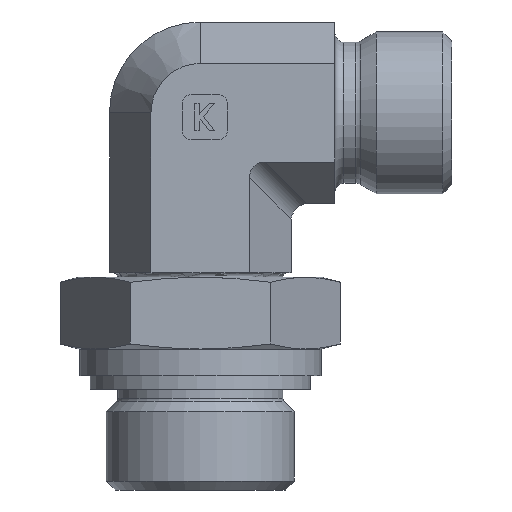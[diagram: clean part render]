
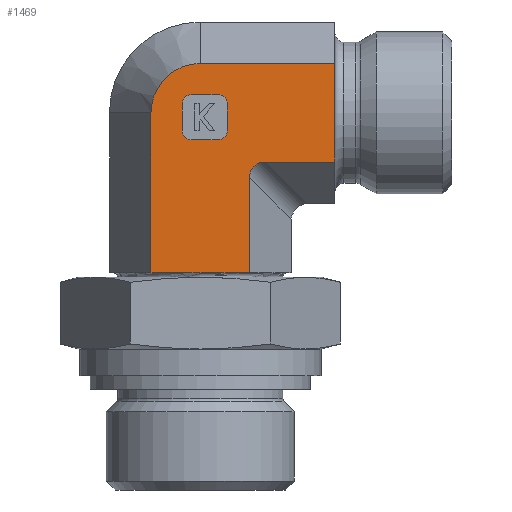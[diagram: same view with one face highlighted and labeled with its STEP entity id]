
A CAD part, left-side view. The second image highlights one B-rep face of the part: STEP entity #1469.
In plain terms, the highlighted planar face has unit normal (-1, 0, 0).
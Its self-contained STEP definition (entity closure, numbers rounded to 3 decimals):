
#177=CARTESIAN_POINT('',(-27.121,6.188,1.2));
#178=VERTEX_POINT('',#177);
#186=CARTESIAN_POINT('',(-27.121,10.107,1.2));
#187=VERTEX_POINT('',#186);
#188=CARTESIAN_POINT('',(-27.121,10.107,1.2));
#189=CARTESIAN_POINT('',(-27.121,9.922,1.2));
#190=CARTESIAN_POINT('',(-27.121,9.7,1.195));
#191=CARTESIAN_POINT('',(-27.121,9.088,1.177));
#192=CARTESIAN_POINT('',(-27.121,8.575,1.158));
#193=CARTESIAN_POINT('',(-27.121,7.72,1.158));
#194=CARTESIAN_POINT('',(-27.121,7.208,1.177));
#195=CARTESIAN_POINT('',(-27.121,6.596,1.195));
#196=CARTESIAN_POINT('',(-27.121,6.373,1.2));
#197=CARTESIAN_POINT('',(-27.121,6.188,1.2));
#198=B_SPLINE_CURVE_WITH_KNOTS('',3,(#188,#189,#190,#191,#192,#193,#194,#195,#196,#197),.UNSPECIFIED.,.F.,.U.,(4,2,2,2,4),(0.551,0.607,0.735,0.863,0.919),.UNSPECIFIED.);
#199=EDGE_CURVE('',#187,#178,#198,.T.);
#551=CARTESIAN_POINT('',(-27.121,13.633,1.2));
#552=VERTEX_POINT('',#551);
#559=CARTESIAN_POINT('',(-27.121,13.633,19.0));
#560=VERTEX_POINT('',#559);
#561=CARTESIAN_POINT('',(-27.121,13.633,1.2));
#562=DIRECTION('',(0.0,0.0,1.0));
#563=VECTOR('',#562,17.8);
#564=LINE('',#561,#563);
#565=EDGE_CURVE('',#552,#560,#564,.T.);
#937=CARTESIAN_POINT('',(-27.121,13.633,1.2));
#938=DIRECTION('',(0.0,-1.0,0.0));
#939=VECTOR('',#938,3.525);
#940=LINE('',#937,#939);
#941=EDGE_CURVE('',#552,#187,#940,.T.);
#953=CARTESIAN_POINT('',(-27.121,2.663,1.2));
#954=VERTEX_POINT('',#953);
#961=CARTESIAN_POINT('',(-27.121,6.188,1.2));
#962=DIRECTION('',(0.0,-1.0,0.0));
#963=VECTOR('',#962,3.525);
#964=LINE('',#961,#963);
#965=EDGE_CURVE('',#178,#954,#964,.T.);
#1205=CARTESIAN_POINT('',(-27.121,-6.852,24.485));
#1206=VERTEX_POINT('',#1205);
#1215=CARTESIAN_POINT('',(-27.121,-6.852,13.515));
#1216=VERTEX_POINT('',#1215);
#1217=CARTESIAN_POINT('',(-27.121,-6.852,13.515));
#1218=DIRECTION('',(0.0,0.0,1.0));
#1219=VECTOR('',#1218,10.97);
#1220=LINE('',#1217,#1219);
#1221=EDGE_CURVE('',#1216,#1206,#1220,.T.);
#1329=CARTESIAN_POINT('',(-27.121,0.931,13.515));
#1330=VERTEX_POINT('',#1329);
#1331=CARTESIAN_POINT('',(-27.121,0.931,13.515));
#1332=DIRECTION('',(0.0,-1.0,0.0));
#1333=VECTOR('',#1332,7.783);
#1334=LINE('',#1331,#1333);
#1335=EDGE_CURVE('',#1330,#1216,#1334,.T.);
#1356=CARTESIAN_POINT('',(-27.121,2.663,0.0));
#1357=DIRECTION('',(-1.0,0.0,0.0));
#1358=DIRECTION('',(0.0,0.0,1.0));
#1359=AXIS2_PLACEMENT_3D('',#1356,#1357,#1358);
#1360=PLANE('',#1359);
#1361=ORIENTED_EDGE('',*,*,#965,.T.);
#1362=CARTESIAN_POINT('',(-27.121,2.663,11.783));
#1363=VERTEX_POINT('',#1362);
#1364=CARTESIAN_POINT('',(-27.121,2.663,1.2));
#1365=DIRECTION('',(0.0,0.0,1.0));
#1366=VECTOR('',#1365,10.583);
#1367=LINE('',#1364,#1366);
#1368=EDGE_CURVE('',#954,#1363,#1367,.T.);
#1369=ORIENTED_EDGE('',*,*,#1368,.T.);
#1370=CARTESIAN_POINT('',(-27.121,0.354,11.206));
#1371=DIRECTION('',(-1.0,0.0,0.0));
#1372=DIRECTION('',(0.0,0.707,0.707));
#1373=AXIS2_PLACEMENT_3D('',#1370,#1371,#1372);
#1374=ELLIPSE('',#1373,2.582,2.0);
#1375=EDGE_CURVE('',#1330,#1363,#1374,.T.);
#1376=ORIENTED_EDGE('',*,*,#1375,.F.);
#1377=ORIENTED_EDGE('',*,*,#1335,.T.);
#1378=ORIENTED_EDGE('',*,*,#1221,.T.);
#1379=CARTESIAN_POINT('',(-27.121,8.148,24.485));
#1380=VERTEX_POINT('',#1379);
#1381=CARTESIAN_POINT('',(-27.121,8.148,24.485));
#1382=DIRECTION('',(0.0,-1.0,0.0));
#1383=VECTOR('',#1382,15.);
#1384=LINE('',#1381,#1383);
#1385=EDGE_CURVE('',#1380,#1206,#1384,.T.);
#1386=ORIENTED_EDGE('',*,*,#1385,.F.);
#1387=CARTESIAN_POINT('',(-27.121,8.148,19.0));
#1388=DIRECTION('',(-1.0,0.0,0.0));
#1389=DIRECTION('',(0.0,0.0,1.0));
#1390=AXIS2_PLACEMENT_3D('',#1387,#1388,#1389);
#1391=CIRCLE('',#1390,5.485);
#1392=EDGE_CURVE('',#1380,#560,#1391,.T.);
#1393=ORIENTED_EDGE('',*,*,#1392,.T.);
#1394=ORIENTED_EDGE('',*,*,#565,.F.);
#1395=ORIENTED_EDGE('',*,*,#941,.T.);
#1396=ORIENTED_EDGE('',*,*,#199,.T.);
#1397=EDGE_LOOP('',(#1361,#1369,#1376,#1377,#1378,#1386,#1393,#1394,#1395,#1396));
#1398=FACE_OUTER_BOUND('',#1397,.T.);
#1399=CARTESIAN_POINT('',(-27.121,6.148,16.));
#1400=VERTEX_POINT('',#1399);
#1401=CARTESIAN_POINT('',(-27.121,9.148,16.));
#1402=VERTEX_POINT('',#1401);
#1403=CARTESIAN_POINT('',(-27.121,6.148,16.));
#1404=DIRECTION('',(0.0,1.0,0.0));
#1405=VECTOR('',#1404,3.);
#1406=LINE('',#1403,#1405);
#1407=EDGE_CURVE('',#1400,#1402,#1406,.T.);
#1408=ORIENTED_EDGE('',*,*,#1407,.T.);
#1409=CARTESIAN_POINT('',(-27.121,10.148,17.));
#1410=VERTEX_POINT('',#1409);
#1411=CARTESIAN_POINT('',(-27.121,9.148,17.));
#1412=DIRECTION('',(-1.0,0.0,0.0));
#1413=DIRECTION('',(0.0,0.707,-0.707));
#1414=AXIS2_PLACEMENT_3D('',#1411,#1412,#1413);
#1415=CIRCLE('',#1414,1.0);
#1416=EDGE_CURVE('',#1410,#1402,#1415,.T.);
#1417=ORIENTED_EDGE('',*,*,#1416,.F.);
#1418=CARTESIAN_POINT('',(-27.121,10.148,20.));
#1419=VERTEX_POINT('',#1418);
#1420=CARTESIAN_POINT('',(-27.121,10.148,17.));
#1421=DIRECTION('',(0.0,0.0,1.0));
#1422=VECTOR('',#1421,3.);
#1423=LINE('',#1420,#1422);
#1424=EDGE_CURVE('',#1410,#1419,#1423,.T.);
#1425=ORIENTED_EDGE('',*,*,#1424,.T.);
#1426=CARTESIAN_POINT('',(-27.121,9.148,21.));
#1427=VERTEX_POINT('',#1426);
#1428=CARTESIAN_POINT('',(-27.121,9.148,20.));
#1429=DIRECTION('',(-1.0,0.0,0.0));
#1430=DIRECTION('',(0.0,0.707,0.707));
#1431=AXIS2_PLACEMENT_3D('',#1428,#1429,#1430);
#1432=CIRCLE('',#1431,1.0);
#1433=EDGE_CURVE('',#1427,#1419,#1432,.T.);
#1434=ORIENTED_EDGE('',*,*,#1433,.F.);
#1435=CARTESIAN_POINT('',(-27.121,6.148,21.));
#1436=VERTEX_POINT('',#1435);
#1437=CARTESIAN_POINT('',(-27.121,9.148,21.));
#1438=DIRECTION('',(0.0,-1.0,0.0));
#1439=VECTOR('',#1438,3.);
#1440=LINE('',#1437,#1439);
#1441=EDGE_CURVE('',#1427,#1436,#1440,.T.);
#1442=ORIENTED_EDGE('',*,*,#1441,.T.);
#1443=CARTESIAN_POINT('',(-27.121,5.148,20.));
#1444=VERTEX_POINT('',#1443);
#1445=CARTESIAN_POINT('',(-27.121,6.148,20.));
#1446=DIRECTION('',(-1.0,0.0,0.0));
#1447=DIRECTION('',(0.0,-0.707,0.707));
#1448=AXIS2_PLACEMENT_3D('',#1445,#1446,#1447);
#1449=CIRCLE('',#1448,1.0);
#1450=EDGE_CURVE('',#1444,#1436,#1449,.T.);
#1451=ORIENTED_EDGE('',*,*,#1450,.F.);
#1452=CARTESIAN_POINT('',(-27.121,5.148,17.0));
#1453=VERTEX_POINT('',#1452);
#1454=CARTESIAN_POINT('',(-27.121,5.148,20.));
#1455=DIRECTION('',(0.0,0.0,-1.0));
#1456=VECTOR('',#1455,3.);
#1457=LINE('',#1454,#1456);
#1458=EDGE_CURVE('',#1444,#1453,#1457,.T.);
#1459=ORIENTED_EDGE('',*,*,#1458,.T.);
#1460=CARTESIAN_POINT('',(-27.121,6.148,17.0));
#1461=DIRECTION('',(-1.0,0.0,0.0));
#1462=DIRECTION('',(0.0,-0.707,-0.707));
#1463=AXIS2_PLACEMENT_3D('',#1460,#1461,#1462);
#1464=CIRCLE('',#1463,1.0);
#1465=EDGE_CURVE('',#1400,#1453,#1464,.T.);
#1466=ORIENTED_EDGE('',*,*,#1465,.F.);
#1467=EDGE_LOOP('',(#1408,#1417,#1425,#1434,#1442,#1451,#1459,#1466));
#1468=FACE_BOUND('',#1467,.T.);
#1469=ADVANCED_FACE('',(#1398,#1468),#1360,.T.);
